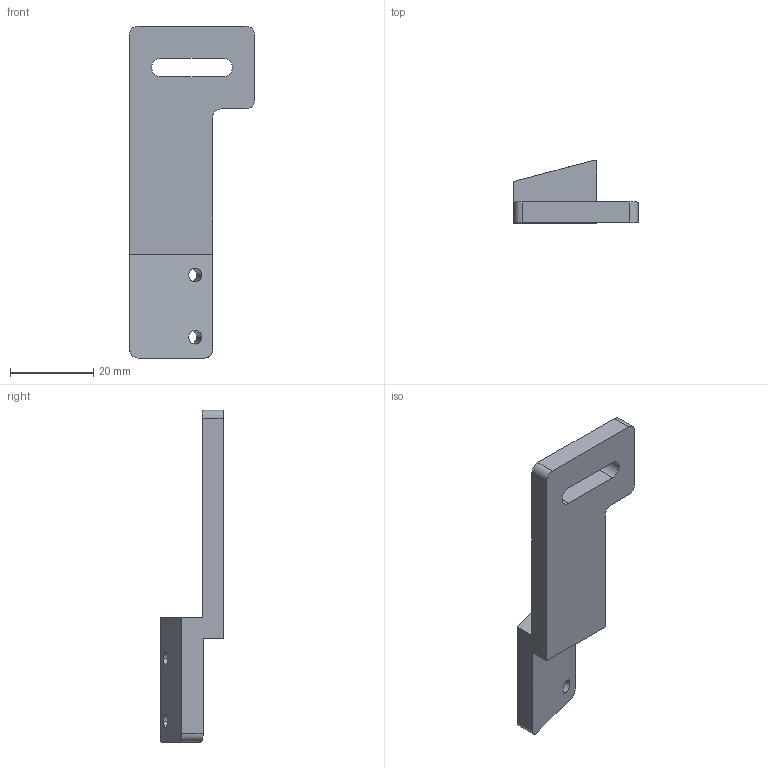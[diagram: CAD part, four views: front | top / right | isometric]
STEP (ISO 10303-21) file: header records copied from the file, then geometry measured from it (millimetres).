
FILE_DESCRIPTION (( 'STEP AP214' ), '1' );
FILE_NAME ('CH20057_028_SUPPORT-BROSSE-SYM.STEP', '2021-08-16T10:03:42', ( '' ), ( '' ), 'SwSTEP 2.0', 'SolidWorks 2018', '' );
FILE_SCHEMA (( 'AUTOMOTIVE_DESIGN' ));
Length unit declared in the file: millimetre
Products named in the file (1): CH20057_028_SUPPORT-BROSSE-SYM
Bounding box: 30 x 15 x 80 mm (x, y, z)
Volume: 9329.1 mm3; surface area: 5209.6 mm2
Topology: 1 solids, 1 shells, 27 faces, 75 edges, 50 vertices
Faces by surface type: plane 15, cylinder 12
Entity records: 960 total; most frequent: CARTESIAN_POINT 165, ORIENTED_EDGE 150, DIRECTION 148, EDGE_CURVE 75, VERTEX_POINT 50, VECTOR 50, LINE 50, AXIS2_PLACEMENT_3D 49
